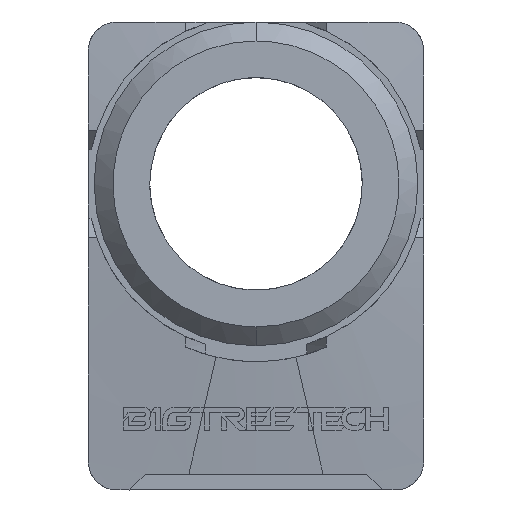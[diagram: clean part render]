
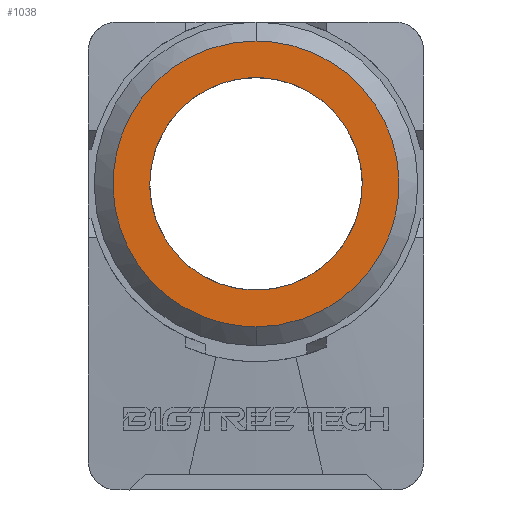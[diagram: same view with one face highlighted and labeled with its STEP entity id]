
A CAD part, front view. The second image highlights one B-rep face of the part: STEP entity #1038.
In plain terms, the highlighted planar face has unit normal (0, -1, 0).
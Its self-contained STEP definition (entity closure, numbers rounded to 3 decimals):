
#56=(
BOUNDED_CURVE()
B_SPLINE_CURVE(2,(#10124,#10125,#10126,#10127,#10128),.UNSPECIFIED.,.F.,
 .F.)
B_SPLINE_CURVE_WITH_KNOTS((3,2,3),(0.,0.5,1.),
 .UNSPECIFIED.)
CURVE()
GEOMETRIC_REPRESENTATION_ITEM()
RATIONAL_B_SPLINE_CURVE((1.,0.707,1.,0.707,1.))
REPRESENTATION_ITEM('')
);
#57=(
BOUNDED_CURVE()
B_SPLINE_CURVE(2,(#10131,#10132,#10133,#10134,#10135),.UNSPECIFIED.,.F.,
 .F.)
B_SPLINE_CURVE_WITH_KNOTS((3,2,3),(0.,0.5,1.),
 .UNSPECIFIED.)
CURVE()
GEOMETRIC_REPRESENTATION_ITEM()
RATIONAL_B_SPLINE_CURVE((1.,0.707,1.,0.707,1.))
REPRESENTATION_ITEM('')
);
#58=(
BOUNDED_CURVE()
B_SPLINE_CURVE(2,(#10136,#10137,#10138,#10139,#10140),.UNSPECIFIED.,.F.,
 .F.)
B_SPLINE_CURVE_WITH_KNOTS((3,2,3),(0.,0.5,1.),.UNSPECIFIED.)
CURVE()
GEOMETRIC_REPRESENTATION_ITEM()
RATIONAL_B_SPLINE_CURVE((1.,0.707,1.,0.707,1.))
REPRESENTATION_ITEM('')
);
#59=(
BOUNDED_CURVE()
B_SPLINE_CURVE(2,(#10143,#10144,#10145,#10146,#10147),.UNSPECIFIED.,.F.,
 .F.)
B_SPLINE_CURVE_WITH_KNOTS((3,2,3),(0.,0.5,1.),.UNSPECIFIED.)
CURVE()
GEOMETRIC_REPRESENTATION_ITEM()
RATIONAL_B_SPLINE_CURVE((1.,0.707,1.,0.707,1.))
REPRESENTATION_ITEM('')
);
#160=FACE_BOUND('',#2065,.T.);
#161=FACE_BOUND('',#2066,.T.);
#1038=ADVANCED_FACE('',(#160,#161),#1379,.T.);
#1379=PLANE('',#7054);
#2065=EDGE_LOOP('',(#3072,#3073));
#2066=EDGE_LOOP('',(#3074,#3075));
#3072=ORIENTED_EDGE('',*,*,#5588,.T.);
#3073=ORIENTED_EDGE('',*,*,#5589,.T.);
#3074=ORIENTED_EDGE('',*,*,#5590,.T.);
#3075=ORIENTED_EDGE('',*,*,#5591,.T.);
#4743=VERTEX_POINT('',#10129);
#4744=VERTEX_POINT('',#10130);
#4745=VERTEX_POINT('',#10141);
#4746=VERTEX_POINT('',#10142);
#5588=EDGE_CURVE('',#4743,#4744,#56,.T.);
#5589=EDGE_CURVE('',#4744,#4743,#57,.T.);
#5590=EDGE_CURVE('',#4745,#4746,#58,.T.);
#5591=EDGE_CURVE('',#4746,#4745,#59,.T.);
#7054=AXIS2_PLACEMENT_3D('',#10148,#7973,#7974);
#7973=DIRECTION('',(0.,-1.,0.));
#7974=DIRECTION('',(1.,0.,0.));
#10124=CARTESIAN_POINT('',(-99.991,-15.,71.));
#10125=CARTESIAN_POINT('',(-122.592,-15.,71.));
#10126=CARTESIAN_POINT('',(-122.592,-15.,48.399));
#10127=CARTESIAN_POINT('',(-122.592,-15.,25.798));
#10128=CARTESIAN_POINT('',(-99.991,-15.,25.798));
#10129=CARTESIAN_POINT('',(-99.991,-15.,71.));
#10130=CARTESIAN_POINT('',(-99.991,-15.,25.798));
#10131=CARTESIAN_POINT('',(-99.991,-15.,25.798));
#10132=CARTESIAN_POINT('',(-77.389,-15.,25.798));
#10133=CARTESIAN_POINT('',(-77.389,-15.,48.399));
#10134=CARTESIAN_POINT('',(-77.389,-15.,71.));
#10135=CARTESIAN_POINT('',(-99.991,-15.,71.));
#10136=CARTESIAN_POINT('',(-116.791,-15.,48.399));
#10137=CARTESIAN_POINT('',(-116.791,-15.,65.199));
#10138=CARTESIAN_POINT('',(-99.991,-15.,65.199));
#10139=CARTESIAN_POINT('',(-83.191,-15.,65.199));
#10140=CARTESIAN_POINT('',(-83.191,-15.,48.399));
#10141=CARTESIAN_POINT('',(-116.791,-15.,48.399));
#10142=CARTESIAN_POINT('',(-83.191,-15.,48.399));
#10143=CARTESIAN_POINT('',(-83.191,-15.,48.399));
#10144=CARTESIAN_POINT('',(-83.191,-15.,31.599));
#10145=CARTESIAN_POINT('',(-99.991,-15.,31.599));
#10146=CARTESIAN_POINT('',(-116.791,-15.,31.599));
#10147=CARTESIAN_POINT('',(-116.791,-15.,48.399));
#10148=CARTESIAN_POINT('',(-127.722,-15.,76.13));
